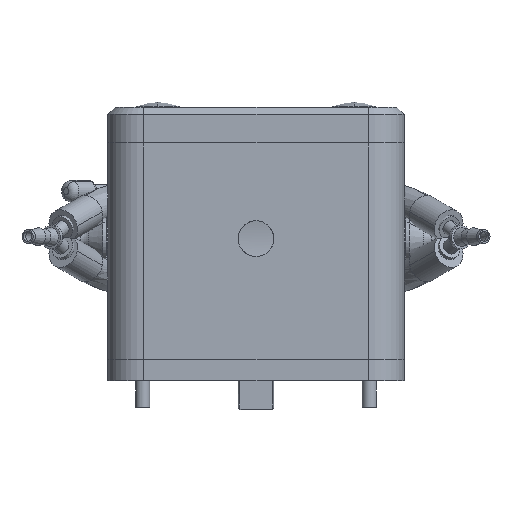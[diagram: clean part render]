
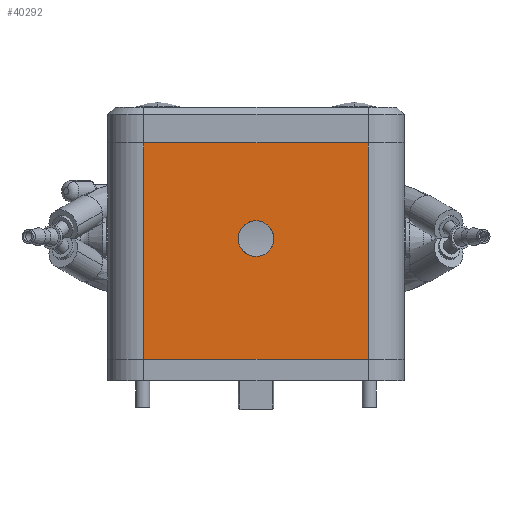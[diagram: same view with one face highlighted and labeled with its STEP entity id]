
A CAD part, front view. The second image highlights one B-rep face of the part: STEP entity #40292.
In plain terms, the highlighted planar face has unit normal (0, -1, 0).
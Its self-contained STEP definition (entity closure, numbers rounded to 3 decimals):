
#244 = CARTESIAN_POINT ( 'NONE',  ( 0., -37., 38.8 ) ) ;
#3285 = FACE_OUTER_BOUND ( 'NONE', #25894, .T. ) ;
#4482 = ORIENTED_EDGE ( 'NONE', *, *, #6112, .F. ) ;
#5417 = DIRECTION ( 'NONE',  ( 0., -1., 0. ) ) ;
#5538 = VECTOR ( 'NONE', #40010, 1000. ) ;
#5735 = ORIENTED_EDGE ( 'NONE', *, *, #42412, .F. ) ;
#5997 = PLANE ( 'NONE',  #23874 ) ;
#6112 = EDGE_CURVE ( 'NONE', #31257, #48268, #6917, .T. ) ;
#6411 = CARTESIAN_POINT ( 'NONE',  ( 31.5, -37., 148.855 ) ) ;
#6917 = LINE ( 'NONE', #6411, #12654 ) ;
#7180 = CARTESIAN_POINT ( 'NONE',  ( 31.5, -37., 60.6 ) ) ;
#9983 = EDGE_CURVE ( 'NONE', #26608, #48268, #41842, .T. ) ;
#10457 = DIRECTION ( 'NONE',  ( 0., 0., -1. ) ) ;
#10741 = VERTEX_POINT ( 'NONE', #16984 ) ;
#11549 = VERTEX_POINT ( 'NONE', #244 ) ;
#12654 = VECTOR ( 'NONE', #28709, 1000. ) ;
#14006 = CARTESIAN_POINT ( 'NONE',  ( 0., -37., 33.8 ) ) ;
#15278 = AXIS2_PLACEMENT_3D ( 'NONE', #32909, #23764, #10457 ) ;
#16984 = CARTESIAN_POINT ( 'NONE',  ( 0., -37., 28.8 ) ) ;
#17276 = DIRECTION ( 'NONE',  ( -1., 0., 0. ) ) ;
#18172 = CIRCLE ( 'NONE', #15278, 5. ) ;
#18271 = DIRECTION ( 'NONE',  ( 0., 0., -1. ) ) ;
#19742 = VECTOR ( 'NONE', #17276, 1000. ) ;
#22525 = CIRCLE ( 'NONE', #39660, 5. ) ;
#23725 = DIRECTION ( 'NONE',  ( -1., 0., 0. ) ) ;
#23764 = DIRECTION ( 'NONE',  ( 0., -1., 0. ) ) ;
#23874 = AXIS2_PLACEMENT_3D ( 'NONE', #42217, #33458, #23725 ) ;
#25580 = EDGE_CURVE ( 'NONE', #31257, #51645, #43979, .T. ) ;
#25894 = EDGE_LOOP ( 'NONE', ( #4482, #34302, #57541, #40030 ) ) ;
#26608 = VERTEX_POINT ( 'NONE', #51519 ) ;
#28709 = DIRECTION ( 'NONE',  ( 0., 0., -1. ) ) ;
#31257 = VERTEX_POINT ( 'NONE', #7180 ) ;
#32771 = CARTESIAN_POINT ( 'NONE',  ( 31.5, -37., 0. ) ) ;
#32909 = CARTESIAN_POINT ( 'NONE',  ( 0., -37., 33.8 ) ) ;
#33458 = DIRECTION ( 'NONE',  ( 0., 1., 0. ) ) ;
#34302 = ORIENTED_EDGE ( 'NONE', *, *, #25580, .T. ) ;
#34716 = FACE_BOUND ( 'NONE', #42994, .T. ) ;
#35427 = CARTESIAN_POINT ( 'NONE',  ( -41.5, -37., 0. ) ) ;
#37388 = VECTOR ( 'NONE', #18271, 1000. ) ;
#37800 = ORIENTED_EDGE ( 'NONE', *, *, #51282, .F. ) ;
#39660 = AXIS2_PLACEMENT_3D ( 'NONE', #14006, #5417, #50762 ) ;
#40010 = DIRECTION ( 'NONE',  ( 1., 0., 0. ) ) ;
#40030 = ORIENTED_EDGE ( 'NONE', *, *, #9983, .T. ) ;
#40292 = ADVANCED_FACE ( 'NONE', ( #34716, #3285 ), #5997, .F. ) ;
#40990 = CARTESIAN_POINT ( 'NONE',  ( -31.5, -37., 148.855 ) ) ;
#41842 = LINE ( 'NONE', #35427, #5538 ) ;
#42217 = CARTESIAN_POINT ( 'NONE',  ( -31.5, -37., 148.855 ) ) ;
#42412 = EDGE_CURVE ( 'NONE', #11549, #10741, #22525, .T. ) ;
#42842 = EDGE_CURVE ( 'NONE', #51645, #26608, #45890, .T. ) ;
#42994 = EDGE_LOOP ( 'NONE', ( #37800, #5735 ) ) ;
#43979 = LINE ( 'NONE', #49648, #19742 ) ;
#45890 = LINE ( 'NONE', #40990, #37388 ) ;
#46732 = CARTESIAN_POINT ( 'NONE',  ( -31.5, -37., 60.6 ) ) ;
#48268 = VERTEX_POINT ( 'NONE', #32771 ) ;
#49648 = CARTESIAN_POINT ( 'NONE',  ( -31.5, -37., 60.6 ) ) ;
#50762 = DIRECTION ( 'NONE',  ( 0., 0., -1. ) ) ;
#51282 = EDGE_CURVE ( 'NONE', #10741, #11549, #18172, .T. ) ;
#51519 = CARTESIAN_POINT ( 'NONE',  ( -31.5, -37., 0. ) ) ;
#51645 = VERTEX_POINT ( 'NONE', #46732 ) ;
#57541 = ORIENTED_EDGE ( 'NONE', *, *, #42842, .T. ) ;
